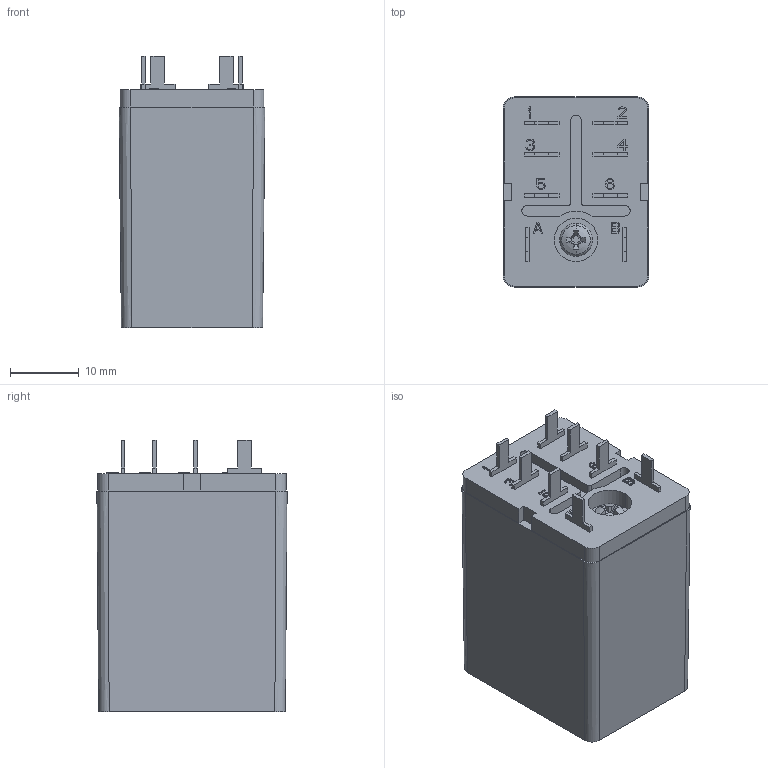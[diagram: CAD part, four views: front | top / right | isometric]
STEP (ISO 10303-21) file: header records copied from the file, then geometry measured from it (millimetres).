
FILE_DESCRIPTION((''),'2;1');
FILE_NAME('C-6-1393144-8','2009-07-18T',('workeradm'),(''),'PRO/ENGINEER BY PARAMETRIC TECHNOLOGY CORPORATION, 2008380','PRO/ENGINEER BY PARAMETRIC TECHNOLOGY CORPORATION, 2008380','');
FILE_SCHEMA(('AUTOMOTIVE_DESIGN { 1 0 10303 214 1 1 1 1 }'));
Length unit declared in the file: millimetre
Products named in the file (1): C-6-1393144-8
Bounding box: 21.29 x 27.74 x 39.62 mm (x, y, z)
Volume: 19819.6 mm3; surface area: 4825.5 mm2
Topology: 1 solids, 1 shells, 407 faces, 1136 edges, 756 vertices
Faces by surface type: plane 385, cylinder 14, bspline 4, torus 2, sphere 2
Entity records: 12974 total; most frequent: CARTESIAN_POINT 2408, ORIENTED_EDGE 2272, DIRECTION 2002, EDGE_CURVE 1136, VECTOR 1076, LINE 1076, VERTEX_POINT 756, AXIS2_PLACEMENT_3D 463
